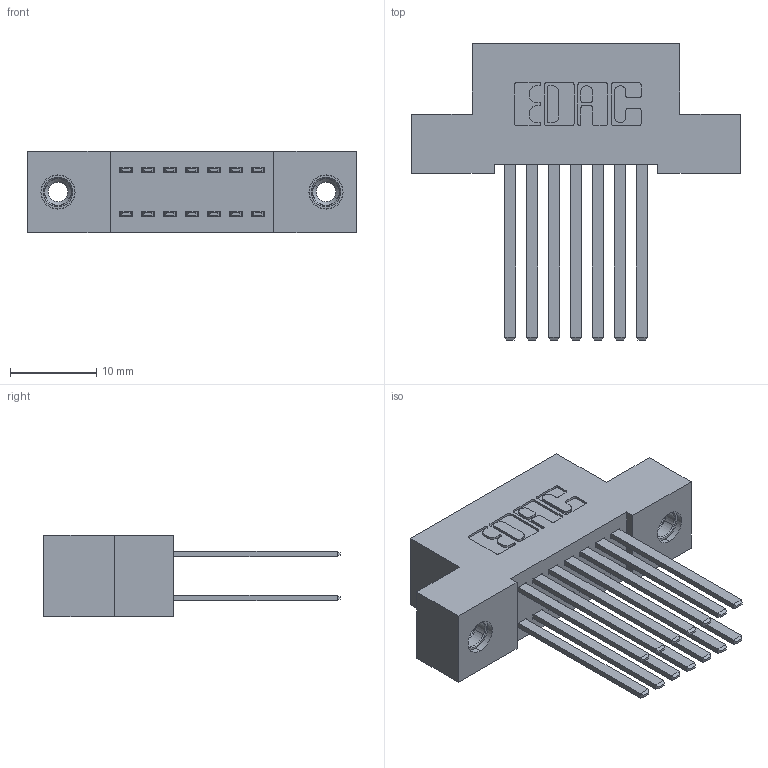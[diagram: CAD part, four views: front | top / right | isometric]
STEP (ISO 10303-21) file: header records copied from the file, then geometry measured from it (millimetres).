
FILE_DESCRIPTION (( 'STEP AP203' ), '1' );
FILE_NAME ('342-014-544-208.STEP', '2019-10-01T18:01:38', ( '' ), ( '' ), 'SwSTEP 2.0', 'SolidWorks 2016', '' );
FILE_SCHEMA (( 'CONFIG_CONTROL_DESIGN' ));
Length unit declared in the file: inch
Products named in the file (4): 345-250-001_345-250-003-102; 342-014-544-208; 342 Part_TI; 345-292-001_345-293-144
Assembly tree (17 placements, depth 2):
  342-014-544-208
    342 Part_TI
    345-292-001_345-293-144  x14
    345-250-001_345-250-003-102  x2
Bounding box: 38.1 x 34.3 x 9.4 mm (x, y, z)
Volume: 3448.2 mm3; surface area: 5304.1 mm2
Topology: 17 solids, 17 shells, 814 faces, 2353 edges, 1542 vertices
Faces by surface type: plane 546, cylinder 252, cone 12, torus 4
Entity records: 9900 total; most frequent: CARTESIAN_POINT 1661, ORIENTED_EDGE 1590, DIRECTION 1509, EDGE_CURVE 795, LINE 651, VECTOR 651, VERTEX_POINT 524, AXIS2_PLACEMENT_3D 429
